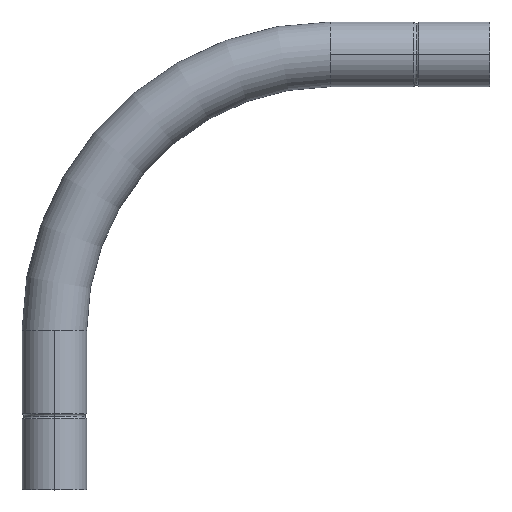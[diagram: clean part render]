
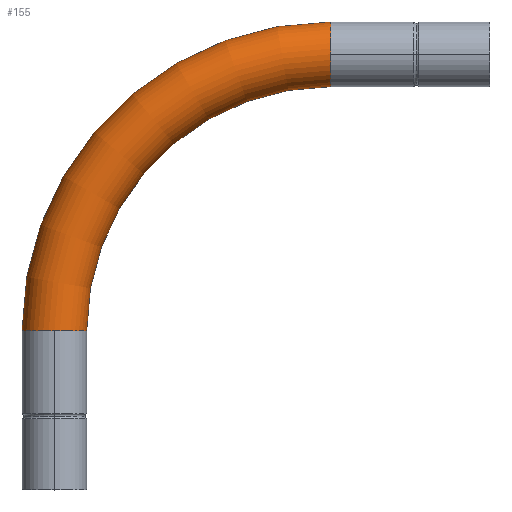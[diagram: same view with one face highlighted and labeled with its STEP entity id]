
A CAD part, top view. The second image highlights one B-rep face of the part: STEP entity #155.
In plain terms, the highlighted toroidal (fillet/blend) face has major radius 150 mm and minor radius 17.55 mm.
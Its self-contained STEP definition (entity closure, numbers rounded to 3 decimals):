
#29 = AXIS2_PLACEMENT_3D ( 'NONE', #178, #606, #343 ) ;
#38 = DIRECTION ( 'NONE',  ( 0., -1., 0. ) ) ;
#52 = CARTESIAN_POINT ( 'NONE',  ( 0., 0., 0. ) ) ;
#53 = VERTEX_POINT ( 'NONE', #329 ) ;
#60 = EDGE_CURVE ( 'NONE', #467, #438, #386, .T. ) ;
#92 = VERTEX_POINT ( 'NONE', #808 ) ;
#130 = CARTESIAN_POINT ( 'NONE',  ( 0., 132.45, 0. ) ) ;
#149 = DIRECTION ( 'NONE',  ( -1., 0., 0. ) ) ;
#155 = ADVANCED_FACE ( 'NONE', ( #738 ), #969, .T. ) ;
#178 = CARTESIAN_POINT ( 'NONE',  ( 0., 0., 0. ) ) ;
#204 = AXIS2_PLACEMENT_3D ( 'NONE', #223, #583, #644 ) ;
#223 = CARTESIAN_POINT ( 'NONE',  ( -150., 0., 0. ) ) ;
#225 = DIRECTION ( 'NONE',  ( 0., 0., 1. ) ) ;
#235 = DIRECTION ( 'NONE',  ( -1., 0., 0. ) ) ;
#292 = ORIENTED_EDGE ( 'NONE', *, *, #511, .F. ) ;
#293 = CARTESIAN_POINT ( 'NONE',  ( 0., 0., 0. ) ) ;
#294 = CARTESIAN_POINT ( 'NONE',  ( -132.45, 0., 0. ) ) ;
#296 = AXIS2_PLACEMENT_3D ( 'NONE', #1091, #306, #225 ) ;
#298 = DIRECTION ( 'NONE',  ( 0., 0., -1. ) ) ;
#306 = DIRECTION ( 'NONE',  ( -1., 0., 0. ) ) ;
#315 = AXIS2_PLACEMENT_3D ( 'NONE', #327, #38, #750 ) ;
#327 = CARTESIAN_POINT ( 'NONE',  ( -150., 0., 0. ) ) ;
#329 = CARTESIAN_POINT ( 'NONE',  ( 0., 167.55, 0. ) ) ;
#343 = DIRECTION ( 'NONE',  ( -1., 0., 0. ) ) ;
#350 = EDGE_CURVE ( 'NONE', #1052, #53, #572, .T. ) ;
#386 = CIRCLE ( 'NONE', #296, 17.55 ) ;
#438 = VERTEX_POINT ( 'NONE', #927 ) ;
#452 = ORIENTED_EDGE ( 'NONE', *, *, #350, .F. ) ;
#467 = VERTEX_POINT ( 'NONE', #130 ) ;
#477 = EDGE_CURVE ( 'NONE', #957, #92, #888, .T. ) ;
#511 = EDGE_CURVE ( 'NONE', #92, #1052, #861, .T. ) ;
#517 = ORIENTED_EDGE ( 'NONE', *, *, #601, .T. ) ;
#537 = ORIENTED_EDGE ( 'NONE', *, *, #1007, .T. ) ;
#560 = AXIS2_PLACEMENT_3D ( 'NONE', #293, #298, #235 ) ;
#572 = CIRCLE ( 'NONE', #560, 167.55 ) ;
#583 = DIRECTION ( 'NONE',  ( 0., -1., 0. ) ) ;
#592 = ORIENTED_EDGE ( 'NONE', *, *, #477, .F. ) ;
#601 = EDGE_CURVE ( 'NONE', #438, #53, #613, .T. ) ;
#606 = DIRECTION ( 'NONE',  ( 0., 0., -1. ) ) ;
#613 = CIRCLE ( 'NONE', #965, 17.55 ) ;
#630 = CARTESIAN_POINT ( 'NONE',  ( -167.55, 0., 0. ) ) ;
#632 = CARTESIAN_POINT ( 'NONE',  ( 0., 150., 0. ) ) ;
#637 = DIRECTION ( 'NONE',  ( 0., 0., 1. ) ) ;
#644 = DIRECTION ( 'NONE',  ( 0., 0., 1. ) ) ;
#738 = FACE_OUTER_BOUND ( 'NONE', #806, .T. ) ;
#750 = DIRECTION ( 'NONE',  ( 0., 0., 1. ) ) ;
#806 = EDGE_LOOP ( 'NONE', ( #452, #292, #592, #537, #870, #517 ) ) ;
#808 = CARTESIAN_POINT ( 'NONE',  ( -150., 0., 17.55 ) ) ;
#832 = DIRECTION ( 'NONE',  ( -1., 0., 0. ) ) ;
#834 = CIRCLE ( 'NONE', #29, 132.45 ) ;
#861 = CIRCLE ( 'NONE', #315, 17.55 ) ;
#870 = ORIENTED_EDGE ( 'NONE', *, *, #60, .T. ) ;
#888 = CIRCLE ( 'NONE', #204, 17.55 ) ;
#927 = CARTESIAN_POINT ( 'NONE',  ( 0., 150., 17.55 ) ) ;
#932 = AXIS2_PLACEMENT_3D ( 'NONE', #52, #1004, #149 ) ;
#957 = VERTEX_POINT ( 'NONE', #294 ) ;
#965 = AXIS2_PLACEMENT_3D ( 'NONE', #632, #832, #637 ) ;
#969 = TOROIDAL_SURFACE ( 'NONE', #932, 150., 17.55 ) ;
#1004 = DIRECTION ( 'NONE',  ( 0., 0., -1. ) ) ;
#1007 = EDGE_CURVE ( 'NONE', #957, #467, #834, .T. ) ;
#1052 = VERTEX_POINT ( 'NONE', #630 ) ;
#1091 = CARTESIAN_POINT ( 'NONE',  ( 0., 150., 0. ) ) ;
